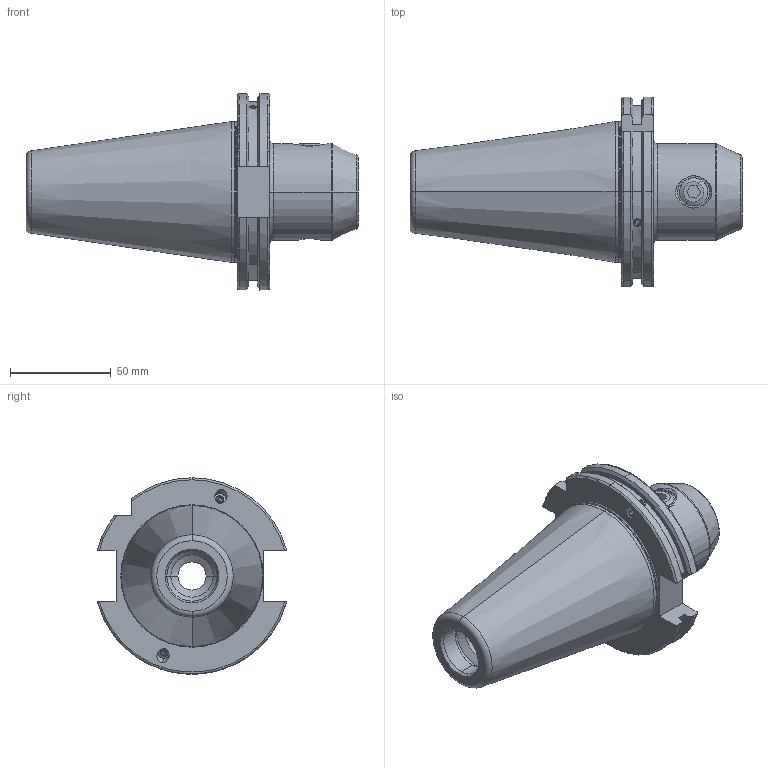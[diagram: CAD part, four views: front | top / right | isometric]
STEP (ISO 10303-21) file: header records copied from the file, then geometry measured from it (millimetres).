
FILE_DESCRIPTION (( 'STEP AP203' ), '1' );
FILE_NAME ('FWS509H-EMH16063.STEP', '2024-08-29T06:00:28', ( '' ), ( '' ), 'SwSTEP 2.0', 'SolidWorks 2024', '' );
FILE_SCHEMA (( 'CONFIG_CONTROL_DESIGN' ));
Length unit declared in the file: millimetre
Products named in the file (6): SK40EM16063FWW; GS-M14X16-DIN1835-B_ISO 4026 - M12 x 12-N; FWS509H-EMH16063; GS-M4X4_DIN 913 - M4 x 4-N; GS-M4X4-COATING_DIN 913 - M4 x 4-N
Assembly tree (7 placements, depth 3):
  FWS509H-EMH16063
    SK40EM16063FWW
      SK40EM16063FWW
      GS-M4X4_DIN 913 - M4 x 4-N  x2
      GS-M14X16-DIN1835-B_ISO 4026 - M12 x 12-N
      GS-M4X4-COATING_DIN 913 - M4 x 4-N  x2
Bounding box: 164.75 x 94.05 x 97.5 mm (x, y, z)
Volume: 393091.9 mm3; surface area: 53712.5 mm2
Topology: 6 solids, 6 shells, 279 faces, 672 edges, 420 vertices
Faces by surface type: cone 101, cylinder 81, plane 73, torus 22, sphere 2
Entity records: 7589 total; most frequent: CARTESIAN_POINT 1899, DIRECTION 1123, ORIENTED_EDGE 1006, EDGE_CURVE 503, AXIS2_PLACEMENT_3D 451, VERTEX_POINT 315, EDGE_LOOP 238, CIRCLE 229
